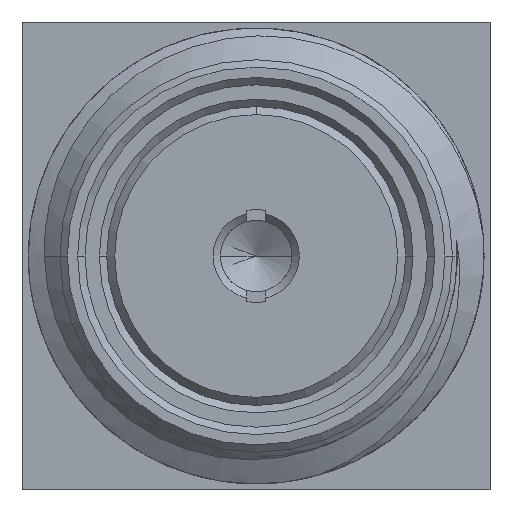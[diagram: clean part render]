
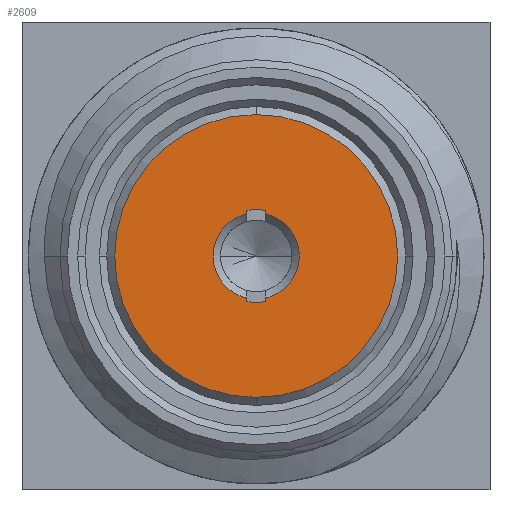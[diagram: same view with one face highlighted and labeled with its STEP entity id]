
A CAD part, left-side view. The second image highlights one B-rep face of the part: STEP entity #2609.
In plain terms, the highlighted planar face has unit normal (-1, 0, 0).
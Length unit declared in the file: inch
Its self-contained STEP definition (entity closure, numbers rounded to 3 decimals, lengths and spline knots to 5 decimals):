
#66=CARTESIAN_POINT('',(0.08309,0.,0.));
#67=DIRECTION('',(1.,0.,0.));
#68=DIRECTION('',(0.,0.,-1.));
#69=AXIS2_PLACEMENT_3D('',#66,#67,#68);
#75=CARTESIAN_POINT('',(0.08309,0.,0.));
#76=DIRECTION('',(1.,0.,0.));
#77=DIRECTION('',(0.,0.,1.));
#78=AXIS2_PLACEMENT_3D('',#75,#76,#77);
#111=DIRECTION('',(0.,0.,-1.));
#112=VECTOR('',#111,0.00181);
#113=CARTESIAN_POINT('',(0.08309,-0.00492,
-0.0225));
#114=LINE('',#113,#112);
#115=DIRECTION('',(0.,0.,-1.));
#116=VECTOR('',#115,0.00181);
#117=CARTESIAN_POINT('',(0.08309,-0.00492,
0.02431));
#118=LINE('',#117,#116);
#119=DIRECTION('',(0.,0.,-1.));
#120=VECTOR('',#119,0.00181);
#121=CARTESIAN_POINT('',(0.08309,0.00492,
0.02431));
#122=LINE('',#121,#120);
#123=DIRECTION('',(0.,0.,-1.));
#124=VECTOR('',#123,0.00181);
#125=CARTESIAN_POINT('',(0.08309,0.00492,
-0.0225));
#126=LINE('',#125,#124);
#131=CARTESIAN_POINT('',(0.08309,0.,0.));
#132=DIRECTION('',(-1.,0.,0.));
#133=DIRECTION('',(0.,0.198,-0.98));
#134=AXIS2_PLACEMENT_3D('',#131,#132,#133);
#149=CARTESIAN_POINT('',(0.08309,-0.00492,
-0.0225));
#170=CARTESIAN_POINT('',(0.08309,0.00492,
-0.0225));
#180=CARTESIAN_POINT('',(0.08309,0.,0.));
#181=DIRECTION('',(1.,0.,0.));
#182=DIRECTION('',(0.,0.214,-0.977));
#183=AXIS2_PLACEMENT_3D('',#180,#181,#182);
#193=CARTESIAN_POINT('',(0.08309,0.00492,
0.0225));
#213=CARTESIAN_POINT('',(0.08309,0.,0.));
#214=DIRECTION('',(1.,0.,0.));
#215=DIRECTION('',(0.,0.198,0.98));
#216=AXIS2_PLACEMENT_3D('',#213,#214,#215);
#223=CARTESIAN_POINT('',(0.08309,-0.00492,
0.0225));
#229=CARTESIAN_POINT('',(0.08309,0.,0.));
#230=DIRECTION('',(1.,0.,0.));
#231=DIRECTION('',(0.,-0.214,0.977));
#232=AXIS2_PLACEMENT_3D('',#229,#230,#231);
#2350=CARTESIAN_POINT('',(0.08309,0.,-0.07562));
#2351=CARTESIAN_POINT('',(0.08309,0.,0.07562));
#2352=VERTEX_POINT('',#2350);
#2353=VERTEX_POINT('',#2351);
#2388=VERTEX_POINT('',#149);
#2389=VERTEX_POINT('',#170);
#2390=VERTEX_POINT('',#223);
#2391=VERTEX_POINT('',#193);
#2402=CARTESIAN_POINT('',(0.08309,-0.00492,
0.02431));
#2404=VERTEX_POINT('',#2402);
#2408=CARTESIAN_POINT('',(0.08309,0.00492,
0.02431));
#2409=VERTEX_POINT('',#2408);
#2410=CARTESIAN_POINT('',(0.08309,-0.00492,
-0.02431));
#2412=VERTEX_POINT('',#2410);
#2416=CARTESIAN_POINT('',(0.08309,0.00492,
-0.02431));
#2417=VERTEX_POINT('',#2416);
#2582=CARTESIAN_POINT('',(0.08309,0.,0.));
#2583=DIRECTION('',(1.,0.,0.));
#2584=DIRECTION('',(0.,0.,-1.));
#2585=AXIS2_PLACEMENT_3D('',#2582,#2583,#2584);
#2586=PLANE('',#2585);
#2587=ORIENTED_EDGE('',*,*,#2532,.T.);
#2588=ORIENTED_EDGE('',*,*,#2550,.T.);
#2589=EDGE_LOOP('',(#2587,#2588));
#2590=FACE_OUTER_BOUND('',#2589,.F.);
#2592=ORIENTED_EDGE('',*,*,#2591,.T.);
#2594=ORIENTED_EDGE('',*,*,#2593,.F.);
#2596=ORIENTED_EDGE('',*,*,#2595,.F.);
#2598=ORIENTED_EDGE('',*,*,#2597,.F.);
#2600=ORIENTED_EDGE('',*,*,#2599,.F.);
#2602=ORIENTED_EDGE('',*,*,#2601,.T.);
#2604=ORIENTED_EDGE('',*,*,#2603,.F.);
#2606=ORIENTED_EDGE('',*,*,#2605,.T.);
#2607=EDGE_LOOP('',(#2592,#2594,#2596,#2598,#2600,#2602,#2604,#2606));
#2608=FACE_BOUND('',#2607,.F.);
#2609=ADVANCED_FACE('',(#2590,#2608),#2586,.F.);
#70=CIRCLE('',#69,0.07562);
#79=CIRCLE('',#78,0.07562);
#135=CIRCLE('',#134,0.0248);
#184=CIRCLE('',#183,0.02303);
#217=CIRCLE('',#216,0.0248);
#233=CIRCLE('',#232,0.02303);
#2532=EDGE_CURVE('',#2352,#2353,#70,.T.);
#2550=EDGE_CURVE('',#2353,#2352,#79,.T.);
#2591=EDGE_CURVE('',#2417,#2412,#135,.T.);
#2593=EDGE_CURVE('',#2388,#2412,#114,.T.);
#2595=EDGE_CURVE('',#2390,#2388,#233,.T.);
#2597=EDGE_CURVE('',#2404,#2390,#118,.T.);
#2599=EDGE_CURVE('',#2409,#2404,#217,.T.);
#2601=EDGE_CURVE('',#2409,#2391,#122,.T.);
#2603=EDGE_CURVE('',#2389,#2391,#184,.T.);
#2605=EDGE_CURVE('',#2389,#2417,#126,.T.);
